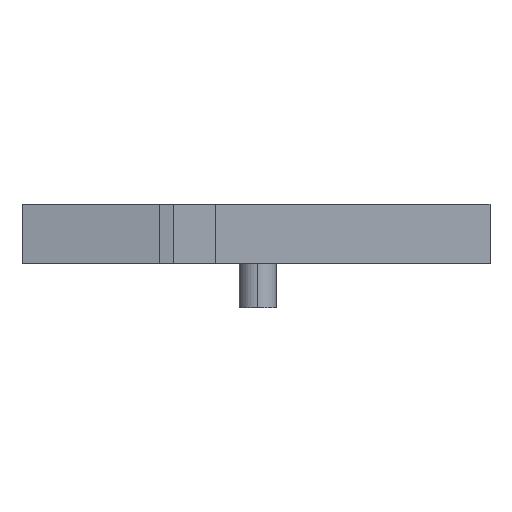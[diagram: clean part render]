
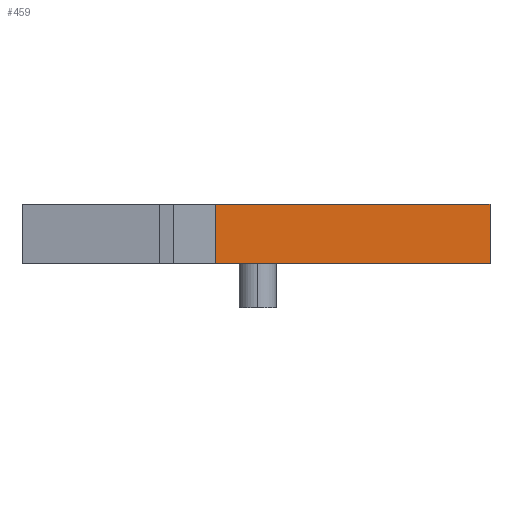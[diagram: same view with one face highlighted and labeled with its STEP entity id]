
A CAD part, top view. The second image highlights one B-rep face of the part: STEP entity #459.
In plain terms, the highlighted planar face has unit normal (0, 0, 1).
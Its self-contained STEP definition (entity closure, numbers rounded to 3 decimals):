
#47 = DIRECTION ( 'NONE',  ( 0., -1., 0. ) ) ;
#51 = LINE ( 'NONE', #311, #308 ) ;
#105 = EDGE_CURVE ( 'NONE', #589, #694, #51, .T. ) ;
#141 = CARTESIAN_POINT ( 'NONE',  ( 80.473, 8., -23.971 ) ) ;
#151 = DIRECTION ( 'NONE',  ( -1., 0., 0. ) ) ;
#198 = EDGE_CURVE ( 'NONE', #370, #589, #476, .T. ) ;
#207 = ORIENTED_EDGE ( 'NONE', *, *, #198, .T. ) ;
#215 = FACE_OUTER_BOUND ( 'NONE', #609, .T. ) ;
#255 = EDGE_CURVE ( 'NONE', #563, #694, #878, .T. ) ;
#267 = VECTOR ( 'NONE', #498, 1000. ) ;
#304 = EDGE_CURVE ( 'NONE', #370, #563, #577, .T. ) ;
#308 = VECTOR ( 'NONE', #410, 1000. ) ;
#311 = CARTESIAN_POINT ( 'NONE',  ( 80.473, 0., -23.971 ) ) ;
#339 = CARTESIAN_POINT ( 'NONE',  ( 80.473, 8., -23.971 ) ) ;
#370 = VERTEX_POINT ( 'NONE', #593 ) ;
#410 = DIRECTION ( 'NONE',  ( 1., 0., 0. ) ) ;
#430 = ORIENTED_EDGE ( 'NONE', *, *, #255, .F. ) ;
#456 = DIRECTION ( 'NONE',  ( 0., 0., -1. ) ) ;
#459 = ADVANCED_FACE ( 'NONE', ( #215 ), #742, .F. ) ;
#476 = LINE ( 'NONE', #648, #649 ) ;
#498 = DIRECTION ( 'NONE',  ( 0., -1., 0. ) ) ;
#563 = VERTEX_POINT ( 'NONE', #141 ) ;
#577 = LINE ( 'NONE', #339, #588 ) ;
#588 = VECTOR ( 'NONE', #813, 1000. ) ;
#589 = VERTEX_POINT ( 'NONE', #735 ) ;
#593 = CARTESIAN_POINT ( 'NONE',  ( 43.473, 8., -23.971 ) ) ;
#598 = ORIENTED_EDGE ( 'NONE', *, *, #304, .F. ) ;
#604 = CARTESIAN_POINT ( 'NONE',  ( 80.473, 8., -23.971 ) ) ;
#609 = EDGE_LOOP ( 'NONE', ( #888, #430, #598, #207 ) ) ;
#648 = CARTESIAN_POINT ( 'NONE',  ( 43.473, 8., -23.971 ) ) ;
#649 = VECTOR ( 'NONE', #47, 1000. ) ;
#684 = CARTESIAN_POINT ( 'NONE',  ( 80.473, 0., -23.971 ) ) ;
#694 = VERTEX_POINT ( 'NONE', #684 ) ;
#735 = CARTESIAN_POINT ( 'NONE',  ( 43.473, 0., -23.971 ) ) ;
#742 = PLANE ( 'NONE',  #824 ) ;
#786 = CARTESIAN_POINT ( 'NONE',  ( 80.473, 8., -23.971 ) ) ;
#813 = DIRECTION ( 'NONE',  ( 1., 0., 0. ) ) ;
#824 = AXIS2_PLACEMENT_3D ( 'NONE', #604, #456, #151 ) ;
#878 = LINE ( 'NONE', #786, #267 ) ;
#888 = ORIENTED_EDGE ( 'NONE', *, *, #105, .T. ) ;
